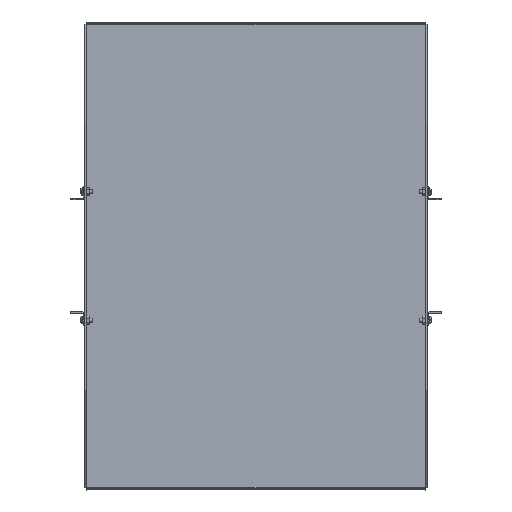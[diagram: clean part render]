
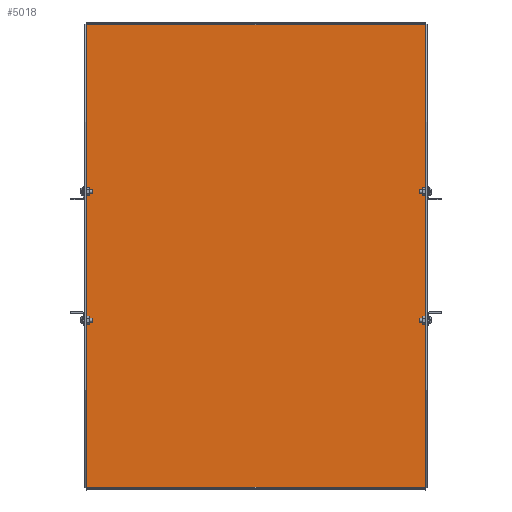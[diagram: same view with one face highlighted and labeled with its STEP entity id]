
A CAD part, top view. The second image highlights one B-rep face of the part: STEP entity #5018.
In plain terms, the highlighted planar face has unit normal (0, 0, 1).
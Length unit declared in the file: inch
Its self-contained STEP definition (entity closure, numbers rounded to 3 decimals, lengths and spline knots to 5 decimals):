
#358 = CARTESIAN_POINT ( 'NONE',  ( 8.6695, 11.857, 0. ) ) ;
#613 = DIRECTION ( 'NONE',  ( 1., 0., 0. ) ) ;
#839 = CARTESIAN_POINT ( 'NONE',  ( -8.6695, -12., 0. ) ) ;
#941 = VECTOR ( 'NONE', #3060, 39.37008 ) ;
#1751 = VECTOR ( 'NONE', #7554, 39.37008 ) ;
#1928 = LINE ( 'NONE', #8711, #941 ) ;
#2554 = CARTESIAN_POINT ( 'NONE',  ( 8.6695, -11.857, 0. ) ) ;
#2778 = DIRECTION ( 'NONE',  ( 0., -1., 0. ) ) ;
#2870 = FACE_OUTER_BOUND ( 'NONE', #6563, .T. ) ;
#2969 = CARTESIAN_POINT ( 'NONE',  ( 8.6695, -11.857, 0. ) ) ;
#3060 = DIRECTION ( 'NONE',  ( -1., 0., 0. ) ) ;
#3349 = VERTEX_POINT ( 'NONE', #7582 ) ;
#4152 = PLANE ( 'NONE',  #7723 ) ;
#5018 = ADVANCED_FACE ( 'NONE', ( #2870 ), #4152, .T. ) ;
#5854 = EDGE_CURVE ( 'NONE', #13125, #10644, #1928, .T. ) ;
#6563 = EDGE_LOOP ( 'NONE', ( #12448, #13387, #13159, #10415 ) ) ;
#6724 = DIRECTION ( 'NONE',  ( 0., 1., 0. ) ) ;
#7554 = DIRECTION ( 'NONE',  ( 1., 0., 0. ) ) ;
#7582 = CARTESIAN_POINT ( 'NONE',  ( -8.6695, -11.857, 0. ) ) ;
#7723 = AXIS2_PLACEMENT_3D ( 'NONE', #839, #10021, #613 ) ;
#8695 = LINE ( 'NONE', #2969, #1751 ) ;
#8711 = CARTESIAN_POINT ( 'NONE',  ( -8.6695, 11.857, 0. ) ) ;
#9962 = EDGE_CURVE ( 'NONE', #3349, #14395, #8695, .T. ) ;
#10021 = DIRECTION ( 'NONE',  ( 0., 0., 1. ) ) ;
#10177 = EDGE_CURVE ( 'NONE', #10644, #3349, #14540, .T. ) ;
#10262 = LINE ( 'NONE', #14864, #14605 ) ;
#10415 = ORIENTED_EDGE ( 'NONE', *, *, #10177, .T. ) ;
#10644 = VERTEX_POINT ( 'NONE', #11362 ) ;
#10675 = VECTOR ( 'NONE', #2778, 39.37008 ) ;
#11362 = CARTESIAN_POINT ( 'NONE',  ( -8.6695, 11.857, 0. ) ) ;
#12202 = CARTESIAN_POINT ( 'NONE',  ( -8.6695, 11.857, 0. ) ) ;
#12448 = ORIENTED_EDGE ( 'NONE', *, *, #9962, .T. ) ;
#12682 = EDGE_CURVE ( 'NONE', #14395, #13125, #10262, .T. ) ;
#13125 = VERTEX_POINT ( 'NONE', #358 ) ;
#13159 = ORIENTED_EDGE ( 'NONE', *, *, #5854, .T. ) ;
#13387 = ORIENTED_EDGE ( 'NONE', *, *, #12682, .T. ) ;
#14395 = VERTEX_POINT ( 'NONE', #2554 ) ;
#14540 = LINE ( 'NONE', #12202, #10675 ) ;
#14605 = VECTOR ( 'NONE', #6724, 39.37008 ) ;
#14864 = CARTESIAN_POINT ( 'NONE',  ( 8.6695, -11.857, 0. ) ) ;
